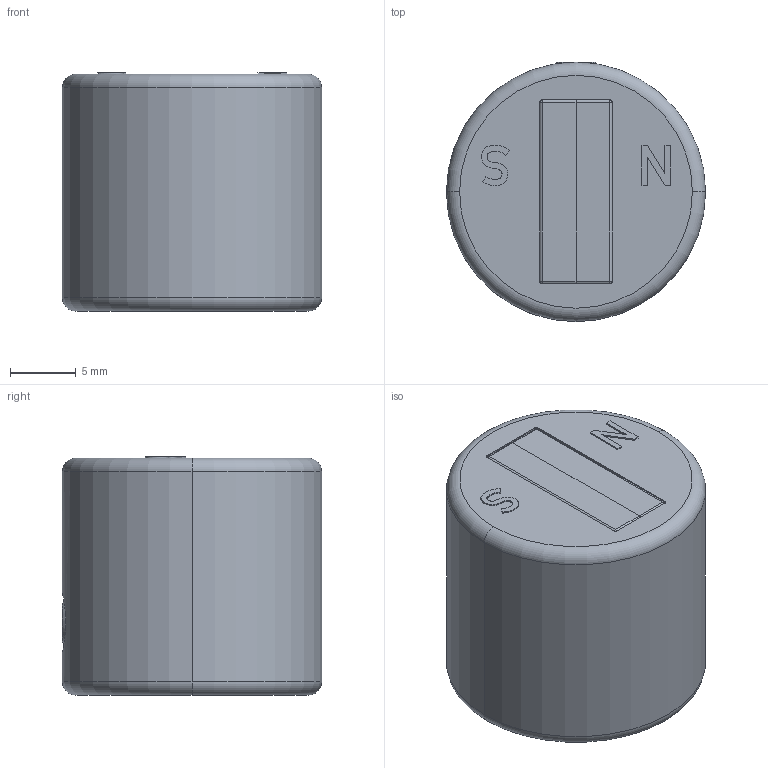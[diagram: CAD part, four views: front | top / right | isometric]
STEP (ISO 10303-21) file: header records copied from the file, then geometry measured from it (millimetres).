
FILE_DESCRIPTION (( 'STEP AP214' ), '1' );
FILE_NAME ('Z_RFC_P23_43_.STEP', '2017-11-22T06:37:51', ( 'dummy' ), ( 'Microsoft' ), 'SwSTEP 2.0', 'SolidWorks 2017', '' );
FILE_SCHEMA (( 'AUTOMOTIVE_DESIGN' ));
Length unit declared in the file: millimetre
Products named in the file (5): 900002937_001; 900004387_001_<Standard>; 900003851_001; 900004386_001_mit Mutter M4<Standard>; Z_RFC_P23_43_
Assembly tree (4 placements, depth 2):
  Z_RFC_P23_43_
    900004386_001_mit Mutter M4<Standard>
    900003851_001
    900004387_001_<Standard>
    900002937_001
Bounding box: 19.7 x 19.7 x 18.1 mm (x, y, z)
Volume: 4923 mm3; surface area: 2911.6 mm2
Topology: 5 solids, 5 shells, 144 faces, 349 edges, 208 vertices
Faces by surface type: plane 53, cylinder 36, cone 20, bspline 19, sphere 12, torus 4
Entity records: 5464 total; most frequent: CARTESIAN_POINT 1639, ORIENTED_EDGE 674, DIRECTION 629, EDGE_CURVE 337, AXIS2_PLACEMENT_3D 226, VERTEX_POINT 208, VECTOR 177, LINE 177
